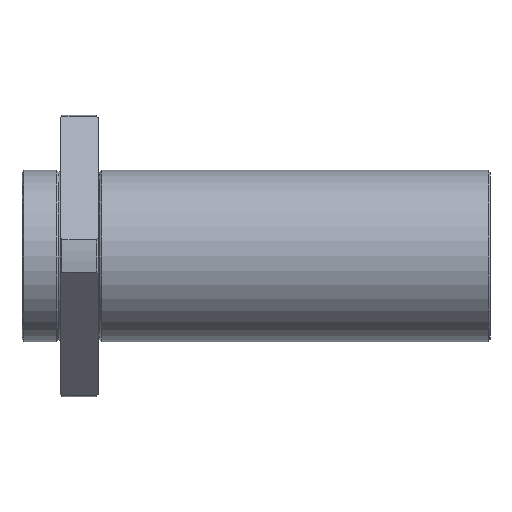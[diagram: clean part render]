
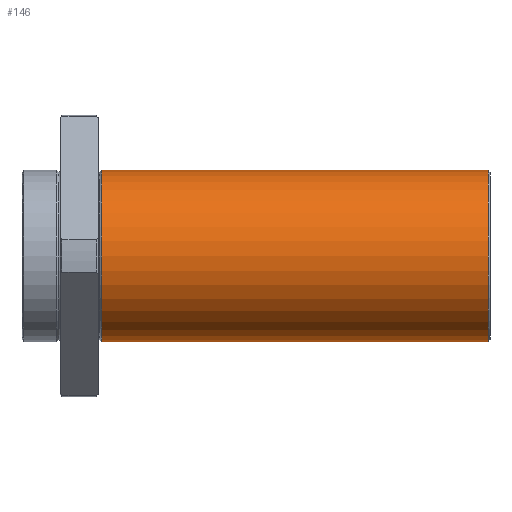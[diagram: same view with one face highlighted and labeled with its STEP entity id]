
A CAD part, front view. The second image highlights one B-rep face of the part: STEP entity #146.
In plain terms, the highlighted cylindrical face has radius 22.5 mm (diameter 45 mm), a full revolution.
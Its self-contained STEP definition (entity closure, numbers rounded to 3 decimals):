
#146 = ADVANCED_FACE( '', ( #318, #319 ), #320, .T. );
#318 = FACE_OUTER_BOUND( '', #504, .T. );
#319 = FACE_OUTER_BOUND( '', #505, .T. );
#320 = CYLINDRICAL_SURFACE( '', #506, 22.5 );
#504 = EDGE_LOOP( '', ( #791 ) );
#505 = EDGE_LOOP( '', ( #792 ) );
#506 = AXIS2_PLACEMENT_3D( '', #793, #794, #795 );
#791 = ORIENTED_EDGE( '', *, *, #948, .T. );
#792 = ORIENTED_EDGE( '', *, *, #934, .F. );
#793 = CARTESIAN_POINT( '', ( 123., 0., 0. ) );
#794 = DIRECTION( '', ( -1., 0., 0. ) );
#795 = DIRECTION( '', ( 0., 0., -1. ) );
#934 = EDGE_CURVE( '', #1073, #1073, #1074, .T. );
#948 = EDGE_CURVE( '', #1096, #1096, #1097, .T. );
#1073 = VERTEX_POINT( '', #1264 );
#1074 = CIRCLE( '', #1265, 22.5 );
#1096 = VERTEX_POINT( '', #1293 );
#1097 = CIRCLE( '', #1294, 22.5 );
#1264 = CARTESIAN_POINT( '', ( 122.5, 0., -22.5 ) );
#1265 = AXIS2_PLACEMENT_3D( '', #1518, #1519, #1520 );
#1293 = CARTESIAN_POINT( '', ( 21., 0., -22.5 ) );
#1294 = AXIS2_PLACEMENT_3D( '', #1542, #1543, #1544 );
#1518 = CARTESIAN_POINT( '', ( 122.5, 0., 0. ) );
#1519 = DIRECTION( '', ( 1., 0., 0. ) );
#1520 = DIRECTION( '', ( 0., 0., -1. ) );
#1542 = CARTESIAN_POINT( '', ( 21., 0., 0. ) );
#1543 = DIRECTION( '', ( 1., 0., 0. ) );
#1544 = DIRECTION( '', ( 0., 0., -1. ) );
